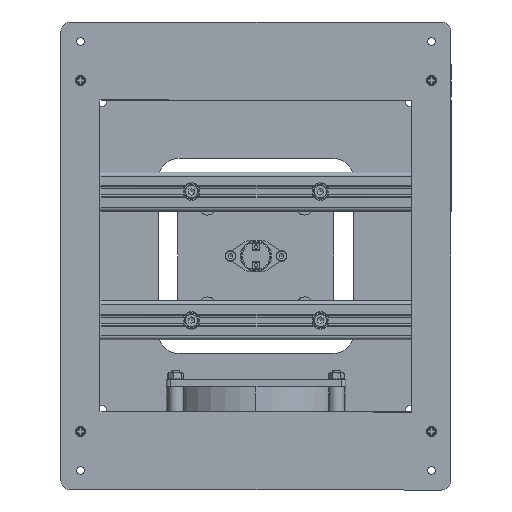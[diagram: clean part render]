
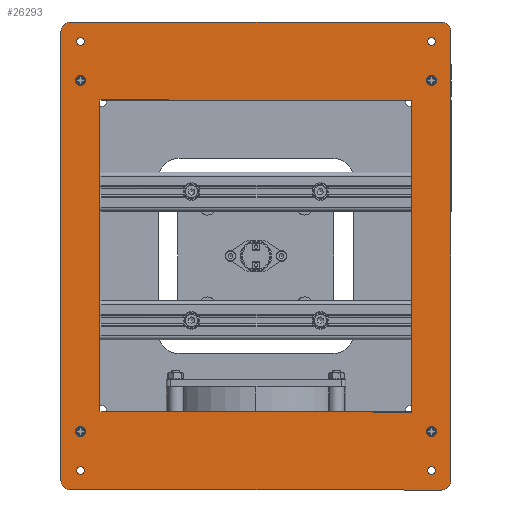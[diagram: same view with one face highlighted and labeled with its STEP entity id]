
A CAD part, left-side view. The second image highlights one B-rep face of the part: STEP entity #26293.
In plain terms, the highlighted face is planar.
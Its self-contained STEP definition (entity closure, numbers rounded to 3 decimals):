
#2111=PLANE('',#29971);
#2610=FACE_BOUND('',#7031,.T.);
#2611=FACE_BOUND('',#7032,.T.);
#2612=FACE_BOUND('',#7033,.T.);
#2613=FACE_BOUND('',#7034,.T.);
#2614=FACE_BOUND('',#7035,.T.);
#2615=FACE_BOUND('',#7036,.T.);
#2616=FACE_BOUND('',#7037,.T.);
#2617=FACE_BOUND('',#7038,.T.);
#2618=FACE_BOUND('',#7039,.T.);
#4988=FACE_OUTER_BOUND('',#7030,.T.);
#7030=EDGE_LOOP('',(#24619,#24620,#24621,#24622,#24623,#24624,#24625,#24626));
#7031=EDGE_LOOP('',(#24627));
#7032=EDGE_LOOP('',(#24628));
#7033=EDGE_LOOP('',(#24629));
#7034=EDGE_LOOP('',(#24630));
#7035=EDGE_LOOP('',(#24631));
#7036=EDGE_LOOP('',(#24632));
#7037=EDGE_LOOP('',(#24633));
#7038=EDGE_LOOP('',(#24634));
#7039=EDGE_LOOP('',(#24635,#24636,#24637,#24638));
#8806=LINE('',#47668,#10577);
#8807=LINE('',#47672,#10578);
#8808=LINE('',#47676,#10579);
#8809=LINE('',#47679,#10580);
#8810=LINE('',#47682,#10581);
#8811=LINE('',#47684,#10582);
#8812=LINE('',#47686,#10583);
#8813=LINE('',#47687,#10584);
#10577=VECTOR('',#37876,10.);
#10578=VECTOR('',#37879,10.);
#10579=VECTOR('',#37882,10.);
#10580=VECTOR('',#37885,10.);
#10581=VECTOR('',#37886,10.);
#10582=VECTOR('',#37887,10.);
#10583=VECTOR('',#37888,10.);
#10584=VECTOR('',#37889,10.);
#12062=CIRCLE('',#29946,2.);
#12064=CIRCLE('',#29949,2.);
#12066=CIRCLE('',#29952,2.);
#12068=CIRCLE('',#29955,2.);
#12070=CIRCLE('',#29958,2.5);
#12072=CIRCLE('',#29961,2.5);
#12074=CIRCLE('',#29964,2.5);
#12076=CIRCLE('',#29967,2.5);
#12078=CIRCLE('',#29970,5.);
#12079=CIRCLE('',#29972,5.);
#12080=CIRCLE('',#29973,5.);
#12081=CIRCLE('',#29974,5.);
#14326=VERTEX_POINT('',#47612);
#14328=VERTEX_POINT('',#47618);
#14330=VERTEX_POINT('',#47624);
#14332=VERTEX_POINT('',#47630);
#14334=VERTEX_POINT('',#47636);
#14336=VERTEX_POINT('',#47642);
#14338=VERTEX_POINT('',#47648);
#14340=VERTEX_POINT('',#47654);
#14343=VERTEX_POINT('',#47661);
#14344=VERTEX_POINT('',#47663);
#14345=VERTEX_POINT('',#47667);
#14346=VERTEX_POINT('',#47669);
#14347=VERTEX_POINT('',#47671);
#14348=VERTEX_POINT('',#47673);
#14349=VERTEX_POINT('',#47675);
#14350=VERTEX_POINT('',#47677);
#14351=VERTEX_POINT('',#47680);
#14352=VERTEX_POINT('',#47681);
#14353=VERTEX_POINT('',#47683);
#14354=VERTEX_POINT('',#47685);
#17753=EDGE_CURVE('',#14326,#14326,#12062,.T.);
#17756=EDGE_CURVE('',#14328,#14328,#12064,.T.);
#17759=EDGE_CURVE('',#14330,#14330,#12066,.T.);
#17762=EDGE_CURVE('',#14332,#14332,#12068,.T.);
#17765=EDGE_CURVE('',#14334,#14334,#12070,.T.);
#17768=EDGE_CURVE('',#14336,#14336,#12072,.T.);
#17771=EDGE_CURVE('',#14338,#14338,#12074,.T.);
#17774=EDGE_CURVE('',#14340,#14340,#12076,.T.);
#17777=EDGE_CURVE('',#14343,#14344,#12078,.T.);
#17779=EDGE_CURVE('',#14343,#14345,#8806,.T.);
#17780=EDGE_CURVE('',#14346,#14345,#12079,.T.);
#17781=EDGE_CURVE('',#14346,#14347,#8807,.T.);
#17782=EDGE_CURVE('',#14348,#14347,#12080,.T.);
#17783=EDGE_CURVE('',#14348,#14349,#8808,.T.);
#17784=EDGE_CURVE('',#14350,#14349,#12081,.T.);
#17785=EDGE_CURVE('',#14350,#14344,#8809,.T.);
#17786=EDGE_CURVE('',#14351,#14352,#8810,.T.);
#17787=EDGE_CURVE('',#14352,#14353,#8811,.T.);
#17788=EDGE_CURVE('',#14353,#14354,#8812,.T.);
#17789=EDGE_CURVE('',#14354,#14351,#8813,.T.);
#24619=ORIENTED_EDGE('',*,*,#17777,.F.);
#24620=ORIENTED_EDGE('',*,*,#17779,.T.);
#24621=ORIENTED_EDGE('',*,*,#17780,.F.);
#24622=ORIENTED_EDGE('',*,*,#17781,.T.);
#24623=ORIENTED_EDGE('',*,*,#17782,.F.);
#24624=ORIENTED_EDGE('',*,*,#17783,.T.);
#24625=ORIENTED_EDGE('',*,*,#17784,.F.);
#24626=ORIENTED_EDGE('',*,*,#17785,.T.);
#24627=ORIENTED_EDGE('',*,*,#17753,.T.);
#24628=ORIENTED_EDGE('',*,*,#17756,.T.);
#24629=ORIENTED_EDGE('',*,*,#17759,.T.);
#24630=ORIENTED_EDGE('',*,*,#17762,.T.);
#24631=ORIENTED_EDGE('',*,*,#17765,.T.);
#24632=ORIENTED_EDGE('',*,*,#17768,.T.);
#24633=ORIENTED_EDGE('',*,*,#17771,.T.);
#24634=ORIENTED_EDGE('',*,*,#17774,.T.);
#24635=ORIENTED_EDGE('',*,*,#17786,.T.);
#24636=ORIENTED_EDGE('',*,*,#17787,.T.);
#24637=ORIENTED_EDGE('',*,*,#17788,.T.);
#24638=ORIENTED_EDGE('',*,*,#17789,.T.);
#26293=ADVANCED_FACE('',(#4988,#2610,#2611,#2612,#2613,#2614,#2615,#2616,
#2617,#2618),#2111,.T.);
#29946=AXIS2_PLACEMENT_3D('',#47614,#37815,#37816);
#29949=AXIS2_PLACEMENT_3D('',#47620,#37822,#37823);
#29952=AXIS2_PLACEMENT_3D('',#47626,#37829,#37830);
#29955=AXIS2_PLACEMENT_3D('',#47632,#37836,#37837);
#29958=AXIS2_PLACEMENT_3D('',#47638,#37843,#37844);
#29961=AXIS2_PLACEMENT_3D('',#47644,#37850,#37851);
#29964=AXIS2_PLACEMENT_3D('',#47650,#37857,#37858);
#29967=AXIS2_PLACEMENT_3D('',#47656,#37864,#37865);
#29970=AXIS2_PLACEMENT_3D('',#47664,#37871,#37872);
#29971=AXIS2_PLACEMENT_3D('',#47666,#37874,#37875);
#29972=AXIS2_PLACEMENT_3D('',#47670,#37877,#37878);
#29973=AXIS2_PLACEMENT_3D('',#47674,#37880,#37881);
#29974=AXIS2_PLACEMENT_3D('',#47678,#37883,#37884);
#37815=DIRECTION('center_axis',(0.,0.,1.));
#37816=DIRECTION('ref_axis',(1.,0.,0.));
#37822=DIRECTION('center_axis',(0.,0.,1.));
#37823=DIRECTION('ref_axis',(1.,0.,0.));
#37829=DIRECTION('center_axis',(0.,0.,1.));
#37830=DIRECTION('ref_axis',(1.,0.,0.));
#37836=DIRECTION('center_axis',(0.,0.,1.));
#37837=DIRECTION('ref_axis',(1.,0.,0.));
#37843=DIRECTION('center_axis',(0.,0.,1.));
#37844=DIRECTION('ref_axis',(1.,0.,0.));
#37850=DIRECTION('center_axis',(0.,0.,1.));
#37851=DIRECTION('ref_axis',(1.,0.,0.));
#37857=DIRECTION('center_axis',(0.,0.,1.));
#37858=DIRECTION('ref_axis',(1.,0.,0.));
#37864=DIRECTION('center_axis',(0.,0.,1.));
#37865=DIRECTION('ref_axis',(1.,0.,0.));
#37871=DIRECTION('center_axis',(0.,0.,1.));
#37872=DIRECTION('ref_axis',(0.707,0.707,0.));
#37874=DIRECTION('center_axis',(0.,0.,-1.));
#37875=DIRECTION('ref_axis',(-1.,0.,0.));
#37876=DIRECTION('',(0.,-1.,0.));
#37877=DIRECTION('center_axis',(0.,0.,1.));
#37878=DIRECTION('ref_axis',(0.707,-0.707,0.));
#37879=DIRECTION('',(-1.,0.,0.));
#37880=DIRECTION('center_axis',(0.,0.,1.));
#37881=DIRECTION('ref_axis',(-0.707,-0.707,0.));
#37882=DIRECTION('',(0.,1.,0.));
#37883=DIRECTION('center_axis',(0.,0.,1.));
#37884=DIRECTION('ref_axis',(-0.707,0.707,0.));
#37885=DIRECTION('',(1.,0.,0.));
#37886=DIRECTION('',(-1.,0.,0.));
#37887=DIRECTION('',(0.,-1.,0.));
#37888=DIRECTION('',(1.,0.,0.));
#37889=DIRECTION('',(0.,1.,0.));
#47612=CARTESIAN_POINT('',(108.,-90.,-4.));
#47614=CARTESIAN_POINT('Origin',(110.,-90.,-4.));
#47618=CARTESIAN_POINT('',(-112.,90.,-4.));
#47620=CARTESIAN_POINT('Origin',(-110.,90.,-4.));
#47624=CARTESIAN_POINT('',(108.,90.,-4.));
#47626=CARTESIAN_POINT('Origin',(110.,90.,-4.));
#47630=CARTESIAN_POINT('',(-112.,-90.,-4.));
#47632=CARTESIAN_POINT('Origin',(-110.,-90.,-4.));
#47636=CARTESIAN_POINT('',(87.5,-90.,-4.));
#47638=CARTESIAN_POINT('Origin',(90.,-90.,-4.));
#47642=CARTESIAN_POINT('',(-92.5,90.,-4.));
#47644=CARTESIAN_POINT('Origin',(-90.,90.,-4.));
#47648=CARTESIAN_POINT('',(87.5,90.,-4.));
#47650=CARTESIAN_POINT('Origin',(90.,90.,-4.));
#47654=CARTESIAN_POINT('',(-92.5,-90.,-4.));
#47656=CARTESIAN_POINT('Origin',(-90.,-90.,-4.));
#47661=CARTESIAN_POINT('',(120.,95.,-4.));
#47663=CARTESIAN_POINT('',(115.,100.,-4.));
#47664=CARTESIAN_POINT('Origin',(115.,95.,-4.));
#47666=CARTESIAN_POINT('Origin',(0.,0.,-4.));
#47667=CARTESIAN_POINT('',(120.,-95.,-4.));
#47668=CARTESIAN_POINT('',(120.,-100.,-4.));
#47669=CARTESIAN_POINT('',(115.,-100.,-4.));
#47670=CARTESIAN_POINT('Origin',(115.,-95.,-4.));
#47671=CARTESIAN_POINT('',(-115.,-100.,-4.));
#47672=CARTESIAN_POINT('',(-120.,-100.,-4.));
#47673=CARTESIAN_POINT('',(-120.,-95.,-4.));
#47674=CARTESIAN_POINT('Origin',(-115.,-95.,-4.));
#47675=CARTESIAN_POINT('',(-120.,95.,-4.));
#47676=CARTESIAN_POINT('',(-120.,100.,-4.));
#47677=CARTESIAN_POINT('',(-115.,100.,-4.));
#47678=CARTESIAN_POINT('Origin',(-115.,95.,-4.));
#47679=CARTESIAN_POINT('',(120.,100.,-4.));
#47680=CARTESIAN_POINT('',(80.,80.,-4.));
#47681=CARTESIAN_POINT('',(-80.,80.,-4.));
#47682=CARTESIAN_POINT('',(-80.,80.,-4.));
#47683=CARTESIAN_POINT('',(-80.,-80.,-4.));
#47684=CARTESIAN_POINT('',(-80.,-80.,-4.));
#47685=CARTESIAN_POINT('',(80.,-80.,-4.));
#47686=CARTESIAN_POINT('',(80.,-80.,-4.));
#47687=CARTESIAN_POINT('',(80.,80.,-4.));
